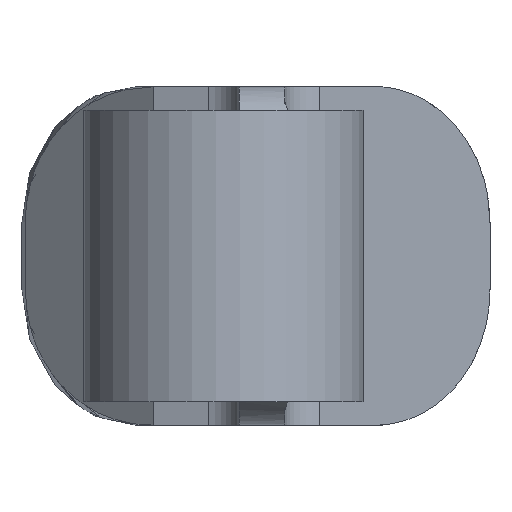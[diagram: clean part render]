
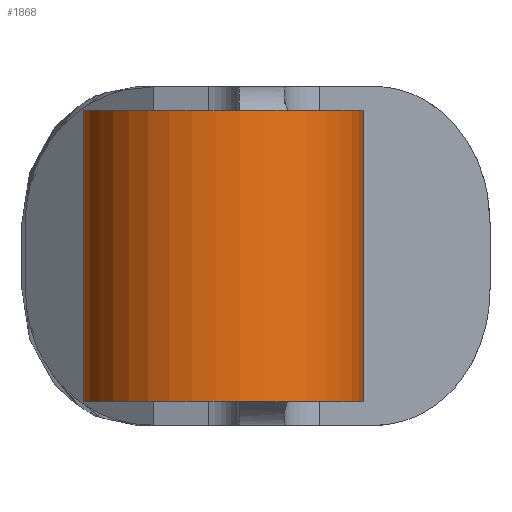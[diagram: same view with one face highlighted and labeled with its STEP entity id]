
A CAD part, front view. The second image highlights one B-rep face of the part: STEP entity #1868.
In plain terms, the highlighted cylindrical face has radius 6.2 mm (diameter 12.4 mm), a partial arc.
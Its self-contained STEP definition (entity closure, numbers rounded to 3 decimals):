
#237=FACE_OUTER_BOUND('',#349,.T.);
#349=EDGE_LOOP('',(#1239,#1240,#1241,#1242));
#466=LINE('',#2583,#574);
#468=LINE('',#2591,#576);
#574=VECTOR('',#2163,10.);
#576=VECTOR('',#2171,10.);
#684=CIRCLE('',#2006,6.2);
#685=CIRCLE('',#2007,6.2);
#746=VERTEX_POINT('',#2580);
#747=VERTEX_POINT('',#2582);
#749=VERTEX_POINT('',#2588);
#750=VERTEX_POINT('',#2590);
#935=EDGE_CURVE('',#746,#747,#466,.T.);
#938=EDGE_CURVE('',#746,#749,#684,.T.);
#939=EDGE_CURVE('',#750,#749,#468,.T.);
#940=EDGE_CURVE('',#747,#750,#685,.T.);
#1239=ORIENTED_EDGE('',*,*,#935,.F.);
#1240=ORIENTED_EDGE('',*,*,#938,.T.);
#1241=ORIENTED_EDGE('',*,*,#939,.F.);
#1242=ORIENTED_EDGE('',*,*,#940,.F.);
#1838=CYLINDRICAL_SURFACE('',#2005,6.2);
#1868=ADVANCED_FACE('',(#237),#1838,.T.);
#2005=AXIS2_PLACEMENT_3D('',#2587,#2167,#2168);
#2006=AXIS2_PLACEMENT_3D('',#2589,#2169,#2170);
#2007=AXIS2_PLACEMENT_3D('',#2592,#2172,#2173);
#2163=DIRECTION('',(0.,0.,1.));
#2167=DIRECTION('center_axis',(0.,0.,1.));
#2168=DIRECTION('ref_axis',(-0.224,-0.975,0.));
#2169=DIRECTION('center_axis',(0.,0.,1.));
#2170=DIRECTION('ref_axis',(1.,0.,0.));
#2171=DIRECTION('',(0.,0.,-1.));
#2172=DIRECTION('center_axis',(0.,0.,1.));
#2173=DIRECTION('ref_axis',(1.,0.,0.));
#2580=CARTESIAN_POINT('',(-21.357,8.646,-6.45));
#2582=CARTESIAN_POINT('',(-21.357,8.646,6.45));
#2583=CARTESIAN_POINT('',(-21.357,8.646,0.));
#2587=CARTESIAN_POINT('Origin',(-20.374,2.525,0.));
#2588=CARTESIAN_POINT('',(-16.82,7.605,-6.45));
#2589=CARTESIAN_POINT('Origin',(-20.374,2.525,-6.45));
#2590=CARTESIAN_POINT('',(-16.82,7.605,6.45));
#2591=CARTESIAN_POINT('',(-16.82,7.605,0.));
#2592=CARTESIAN_POINT('Origin',(-20.374,2.525,6.45));
